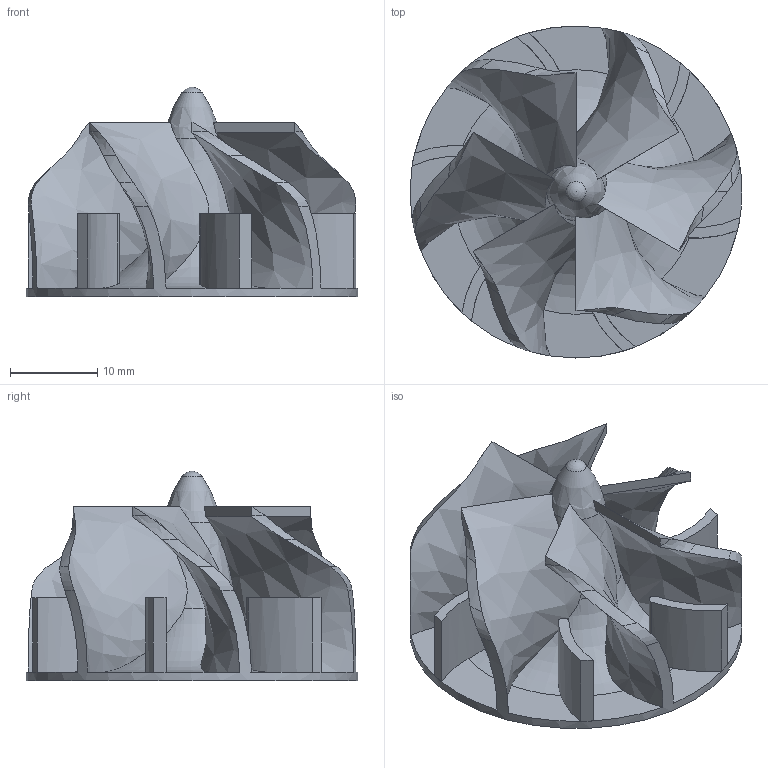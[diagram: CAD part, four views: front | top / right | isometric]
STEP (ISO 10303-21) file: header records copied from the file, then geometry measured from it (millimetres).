
FILE_DESCRIPTION(('FreeCAD Model'),'2;1');
FILE_NAME('Open CASCADE Shape Model','2023-10-24T16:30:27',(''),(''), 'Open CASCADE STEP processor 7.6','FreeCAD','Unknown');
FILE_SCHEMA(('AUTOMOTIVE_DESIGN { 1 0 10303 214 1 1 1 1 }'));
Length unit declared in the file: millimetre
Products named in the file (1): RotorCW-D_Var2
Bounding box: 38 x 38 x 24 mm (x, y, z)
Volume: 5429.6 mm3; surface area: 7192.7 mm2
Topology: 1 solids, 2 shells, 113 faces, 311 edges, 200 vertices
Faces by surface type: plane 38, cylinder 26, torus 19, cone 16, bspline 12, revolution 1, sphere 1
Full cylindrical faces by diameter (mm): 2 x1, 38 x1
Entity records: 6741 total; most frequent: CARTESIAN_POINT 4081, ORIENTED_EDGE 618, DIRECTION 479, EDGE_CURVE 309, AXIS2_PLACEMENT_3D 215, VERTEX_POINT 200, B_SPLINE_CURVE_WITH_KNOTS 148, CIRCLE 114
